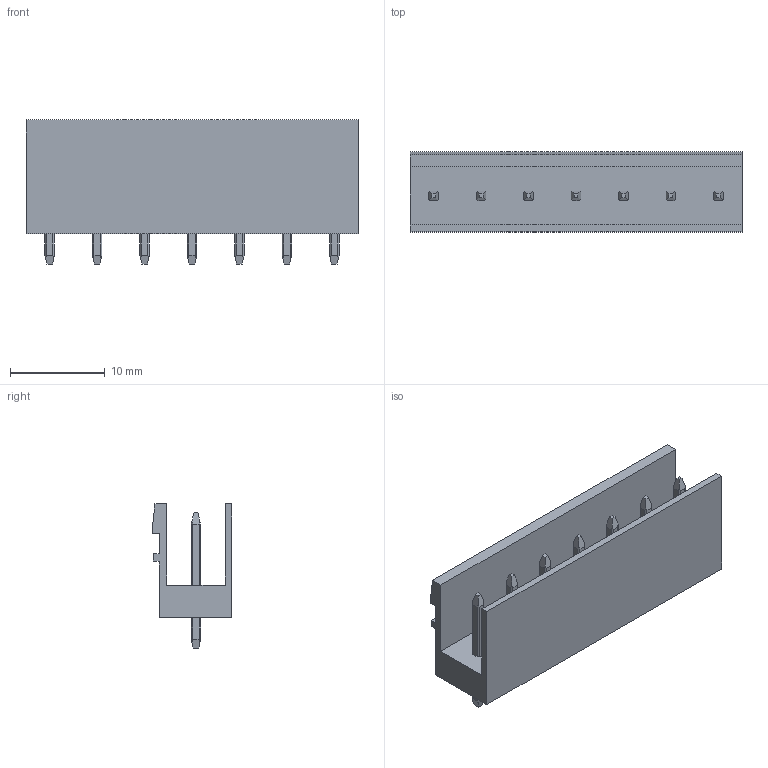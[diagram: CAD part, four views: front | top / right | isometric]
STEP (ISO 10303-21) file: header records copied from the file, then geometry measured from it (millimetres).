
FILE_DESCRIPTION(('CATIA V5 STEP Exchange','CAx-IF Rec.Pracs.--- Model Styling and Organization---1.2---2011-12-15'),'2;1');
FILE_NAME ('D1452941_0_1581370000_1581370000.stp','2018-10-12T07:57:31+00:00',('none'),('Weidmueller'),'CATIA Version 5-6 Release 2014','CATIA V5 STEP AP214','none');
FILE_SCHEMA(('AUTOMOTIVE_DESIGN { 1 0 10303 214 1 1 1 1 }'));
Length unit declared in the file: millimetre
Products named in the file (1): 1581370000
Bounding box: 35 x 8.43 x 15.2 mm (x, y, z)
Volume: 1540.7 mm3; surface area: 2572.5 mm2
Topology: 8 solids, 8 shells, 201 faces, 555 edges, 370 vertices
Faces by surface type: plane 143, cylinder 58
Entity records: 6084 total; most frequent: CARTESIAN_POINT 1472, ORIENTED_EDGE 1110, DIRECTION 667, EDGE_CURVE 555, VECTOR 383, LINE 383, VERTEX_POINT 370, EDGE_LOOP 215
